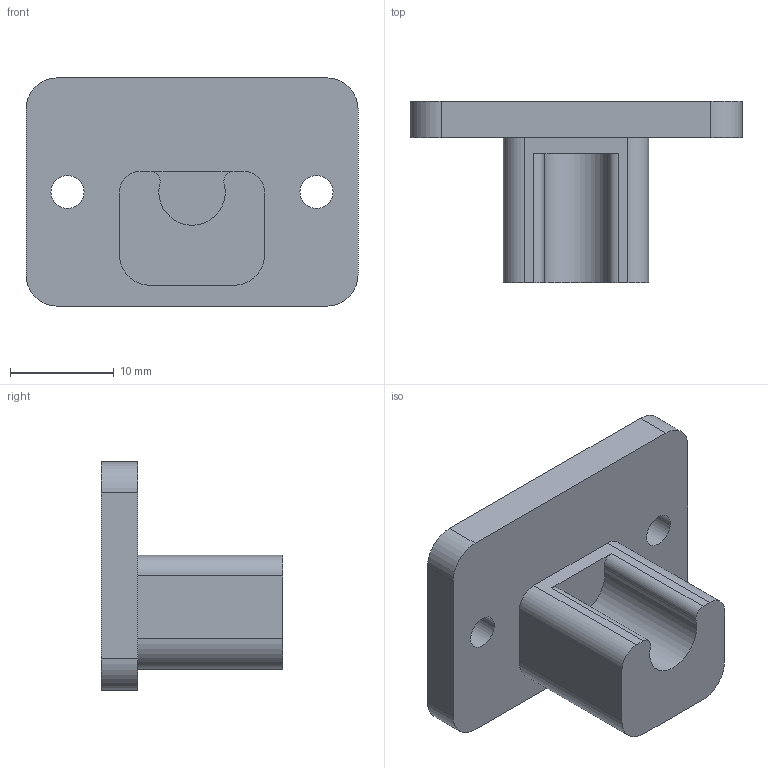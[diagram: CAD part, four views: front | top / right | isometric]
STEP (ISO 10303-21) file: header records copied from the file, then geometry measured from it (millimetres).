
FILE_DESCRIPTION(('FreeCAD Model'),'2;1');
FILE_NAME('Open CASCADE Shape Model','2022-01-08T21:45:45',('Author'),( ''),'Open CASCADE STEP processor 7.5','FreeCAD','Unknown');
FILE_SCHEMA(('AUTOMOTIVE_DESIGN { 1 0 10303 214 1 1 1 1 }'));
Length unit declared in the file: millimetre
Products named in the file (1): rod.holder.R
Bounding box: 32 x 17.5 x 22 mm (x, y, z)
Volume: 4096.4 mm3; surface area: 2518.8 mm2
Topology: 1 solids, 1 shells, 25 faces, 70 edges, 48 vertices
Faces by surface type: cylinder 13, plane 12
Full cylindrical faces by diameter (mm): 3.2 x2
Entity records: 1821 total; most frequent: CARTESIAN_POINT 398, DIRECTION 271, LINE 154, VECTOR 154, ORIENTED_EDGE 140, PCURVE 140, DEFINITIONAL_REPRESENTATION 140, EDGE_CURVE 70
